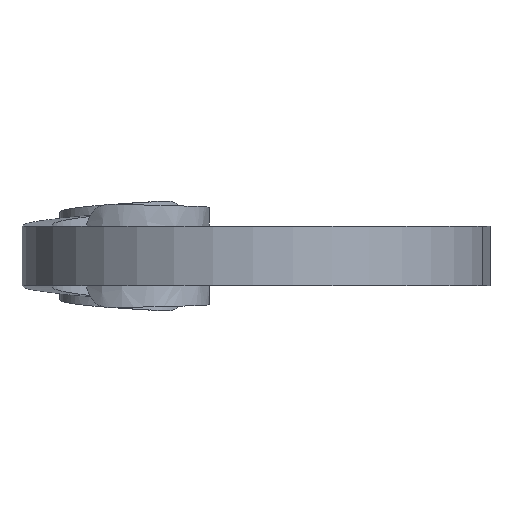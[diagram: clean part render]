
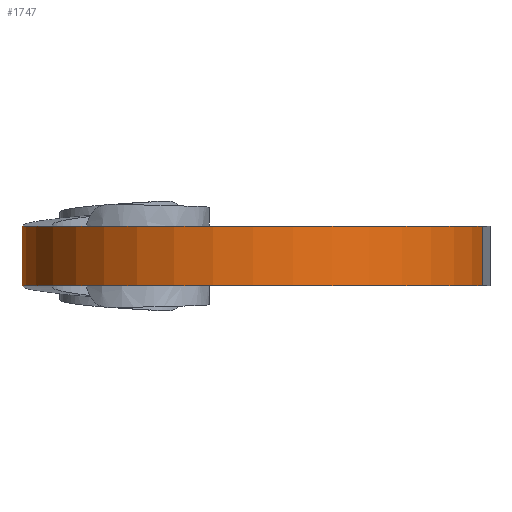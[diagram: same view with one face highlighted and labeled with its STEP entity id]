
A CAD part, front view. The second image highlights one B-rep face of the part: STEP entity #1747.
In plain terms, the highlighted cylindrical face has radius 62 mm (diameter 124 mm), a partial arc.
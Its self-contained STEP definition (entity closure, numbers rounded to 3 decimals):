
#3 = VERTEX_POINT ( 'NONE', #176 ) ;
#176 = CARTESIAN_POINT ( 'NONE',  ( -62.5, -25.5, -8. ) ) ;
#354 = DIRECTION ( 'NONE',  ( 0., 0., -1. ) ) ;
#817 = DIRECTION ( 'NONE',  ( 0., 0., 1. ) ) ;
#931 = EDGE_CURVE ( 'NONE', #2246, #3, #9237, .T. ) ;
#1310 = EDGE_CURVE ( 'NONE', #2246, #8539, #7170, .T. ) ;
#1395 = DIRECTION ( 'NONE',  ( -1., 0., 0. ) ) ;
#1562 = DIRECTION ( 'NONE',  ( 0., 0., -1. ) ) ;
#1747 = ADVANCED_FACE ( 'NONE', ( #8443 ), #4605, .T. ) ;
#2246 = VERTEX_POINT ( 'NONE', #12416 ) ;
#2812 = CARTESIAN_POINT ( 'NONE',  ( 60.431, -36.963, 8. ) ) ;
#3399 = ORIENTED_EDGE ( 'NONE', *, *, #12761, .T. ) ;
#4029 = DIRECTION ( 'NONE',  ( 0., 0., 1. ) ) ;
#4061 = DIRECTION ( 'NONE',  ( 0.983, -0.185, 0. ) ) ;
#4181 = ORIENTED_EDGE ( 'NONE', *, *, #10623, .F. ) ;
#4452 = VECTOR ( 'NONE', #817, 1000. ) ;
#4605 = CYLINDRICAL_SURFACE ( 'NONE', #6654, 62. ) ;
#5157 = DIRECTION ( 'NONE',  ( 0., 0., -1. ) ) ;
#5289 = CIRCLE ( 'NONE', #6390, 62. ) ;
#5412 = DIRECTION ( 'NONE',  ( 0.983, -0.185, 0. ) ) ;
#6390 = AXIS2_PLACEMENT_3D ( 'NONE', #11525, #354, #5412 ) ;
#6573 = CARTESIAN_POINT ( 'NONE',  ( -0.5, -25.5, 0. ) ) ;
#6590 = AXIS2_PLACEMENT_3D ( 'NONE', #13108, #5157, #4061 ) ;
#6654 = AXIS2_PLACEMENT_3D ( 'NONE', #6573, #1562, #1395 ) ;
#6687 = VERTEX_POINT ( 'NONE', #8812 ) ;
#6797 = CARTESIAN_POINT ( 'NONE',  ( 60.431, -36.963, -8. ) ) ;
#7170 = LINE ( 'NONE', #6797, #4452 ) ;
#7712 = ORIENTED_EDGE ( 'NONE', *, *, #931, .F. ) ;
#8443 = FACE_OUTER_BOUND ( 'NONE', #10888, .T. ) ;
#8493 = ORIENTED_EDGE ( 'NONE', *, *, #1310, .T. ) ;
#8539 = VERTEX_POINT ( 'NONE', #2812 ) ;
#8661 = VECTOR ( 'NONE', #4029, 1000. ) ;
#8812 = CARTESIAN_POINT ( 'NONE',  ( -62.5, -25.5, 8. ) ) ;
#9237 = CIRCLE ( 'NONE', #6590, 62. ) ;
#10393 = LINE ( 'NONE', #13075, #8661 ) ;
#10623 = EDGE_CURVE ( 'NONE', #3, #6687, #10393, .T. ) ;
#10888 = EDGE_LOOP ( 'NONE', ( #4181, #7712, #8493, #3399 ) ) ;
#11525 = CARTESIAN_POINT ( 'NONE',  ( -0.5, -25.5, 8. ) ) ;
#12416 = CARTESIAN_POINT ( 'NONE',  ( 60.431, -36.963, -8. ) ) ;
#12761 = EDGE_CURVE ( 'NONE', #8539, #6687, #5289, .T. ) ;
#13075 = CARTESIAN_POINT ( 'NONE',  ( -62.5, -25.5, -8. ) ) ;
#13108 = CARTESIAN_POINT ( 'NONE',  ( -0.5, -25.5, -8. ) ) ;
